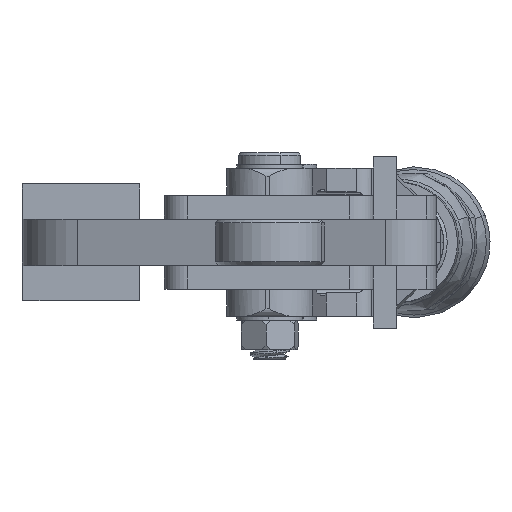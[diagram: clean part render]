
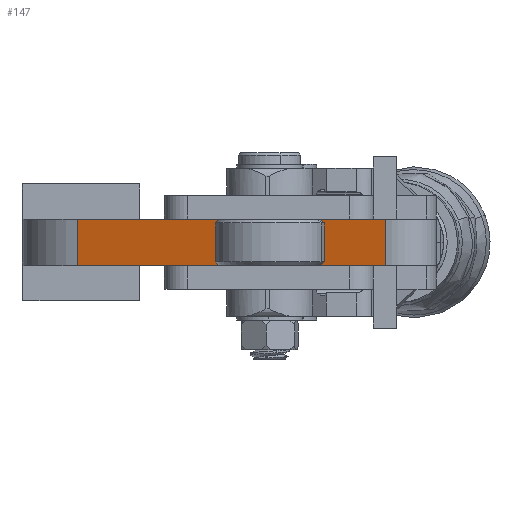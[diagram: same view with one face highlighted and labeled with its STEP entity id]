
A CAD part, front view. The second image highlights one B-rep face of the part: STEP entity #147.
In plain terms, the highlighted face is planar.
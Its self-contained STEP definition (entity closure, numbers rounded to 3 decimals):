
#99 = ORIENTED_EDGE ( 'NONE', *, *, #144, .T. ) ;
#118 = ORIENTED_EDGE ( 'NONE', *, *, #148, .T. ) ;
#120 = VERTEX_POINT ( 'NONE', #13528 ) ;
#144 = EDGE_CURVE ( 'NONE', #297, #120, #13600, .T. ) ;
#147 = ADVANCED_FACE ( 'NONE', ( #13604 ), #13628, .T. ) ;
#148 = EDGE_CURVE ( 'NONE', #120, #154, #13570, .T. ) ;
#151 = ORIENTED_EDGE ( 'NONE', *, *, #271, .T. ) ;
#154 = VERTEX_POINT ( 'NONE', #13704 ) ;
#158 = EDGE_LOOP ( 'NONE', ( #99, #118, #171, #151 ) ) ;
#160 = EDGE_CURVE ( 'NONE', #270, #154, #13690, .T. ) ;
#171 = ORIENTED_EDGE ( 'NONE', *, *, #160, .F. ) ;
#270 = VERTEX_POINT ( 'NONE', #14039 ) ;
#271 = EDGE_CURVE ( 'NONE', #270, #297, #14042, .T. ) ;
#297 = VERTEX_POINT ( 'NONE', #14148 ) ;
#13528 = CARTESIAN_POINT ( 'NONE',  ( 82.493, -116.106, 10.5 ) ) ;
#13564 = DIRECTION ( 'NONE',  ( 0.953, -0.303, 0. ) ) ;
#13567 = DIRECTION ( 'NONE',  ( -0.303, -0.953, 0. ) ) ;
#13570 = LINE ( 'NONE', #13609, #13713 ) ;
#13591 = AXIS2_PLACEMENT_3D ( 'NONE', #13606, #13567, #13564 ) ;
#13592 = DIRECTION ( 'NONE',  ( 0., 0., 1. ) ) ;
#13593 = VECTOR ( 'NONE', #13592, 1000. ) ;
#13598 = CARTESIAN_POINT ( 'NONE',  ( 82.493, -116.106, 15. ) ) ;
#13600 = LINE ( 'NONE', #13598, #13593 ) ;
#13604 = FACE_OUTER_BOUND ( 'NONE', #158, .T. ) ;
#13606 = CARTESIAN_POINT ( 'NONE',  ( 69.205, -111.885, 15. ) ) ;
#13609 = CARTESIAN_POINT ( 'NONE',  ( 82.493, -116.106, 10.5 ) ) ;
#13628 = PLANE ( 'NONE',  #13591 ) ;
#13671 = DIRECTION ( 'NONE',  ( 0., 0., 1. ) ) ;
#13674 = VECTOR ( 'NONE', #13671, 1000. ) ;
#13688 = CARTESIAN_POINT ( 'NONE',  ( 42.98, -103.555, 15. ) ) ;
#13690 = LINE ( 'NONE', #13688, #13674 ) ;
#13704 = CARTESIAN_POINT ( 'NONE',  ( 42.98, -103.555, 10.5 ) ) ;
#13711 = DIRECTION ( 'NONE',  ( -0.953, 0.303, 0. ) ) ;
#13713 = VECTOR ( 'NONE', #13711, 1000. ) ;
#14039 = CARTESIAN_POINT ( 'NONE',  ( 42.98, -103.555, 4.5 ) ) ;
#14042 = LINE ( 'NONE', #14197, #14195 ) ;
#14148 = CARTESIAN_POINT ( 'NONE',  ( 82.493, -116.106, 4.5 ) ) ;
#14193 = DIRECTION ( 'NONE',  ( 0.953, -0.303, 0. ) ) ;
#14195 = VECTOR ( 'NONE', #14193, 1000. ) ;
#14197 = CARTESIAN_POINT ( 'NONE',  ( 69.205, -111.885, 4.5 ) ) ;
